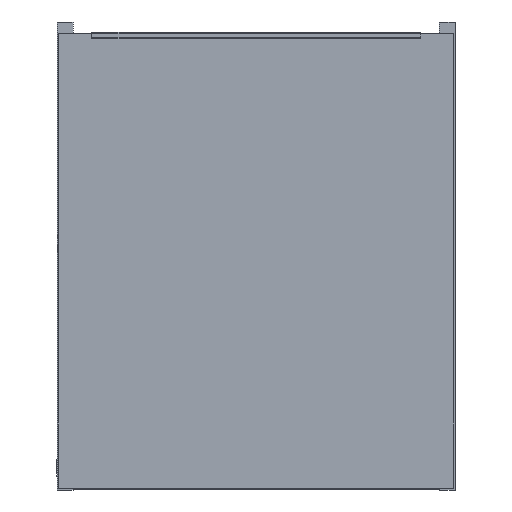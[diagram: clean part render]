
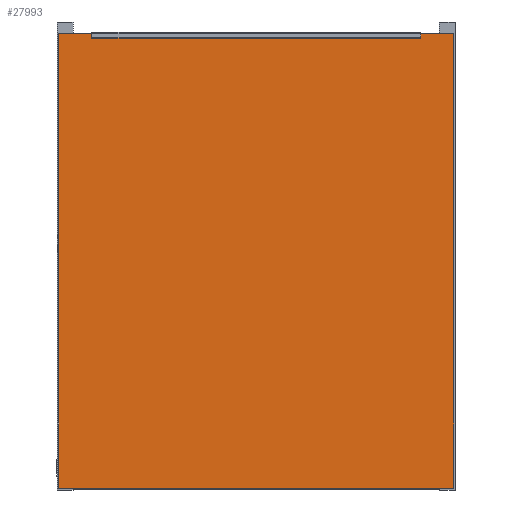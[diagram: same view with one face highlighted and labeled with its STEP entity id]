
A CAD part, front view. The second image highlights one B-rep face of the part: STEP entity #27993.
In plain terms, the highlighted planar face has unit normal (0, -1, 0).
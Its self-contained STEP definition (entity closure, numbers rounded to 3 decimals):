
#3150=FACE_OUTER_BOUND('',#4769,.T.);
#4769=EDGE_LOOP('',(#25459,#25460,#25461,#25462));
#7807=LINE('',#46559,#10874);
#7811=LINE('',#46567,#10878);
#7814=LINE('',#46573,#10881);
#7817=LINE('',#46578,#10884);
#10874=VECTOR('',#38011,1.);
#10878=VECTOR('',#38017,1.);
#10881=VECTOR('',#38022,1.);
#10884=VECTOR('',#38027,1.);
#13566=VERTEX_POINT('',#46557);
#13567=VERTEX_POINT('',#46558);
#13570=VERTEX_POINT('',#46566);
#13572=VERTEX_POINT('',#46572);
#17529=EDGE_CURVE('',#13566,#13567,#7807,.T.);
#17533=EDGE_CURVE('',#13570,#13566,#7811,.T.);
#17536=EDGE_CURVE('',#13572,#13570,#7814,.T.);
#17539=EDGE_CURVE('',#13567,#13572,#7817,.T.);
#25459=ORIENTED_EDGE('',*,*,#17539,.F.);
#25460=ORIENTED_EDGE('',*,*,#17529,.F.);
#25461=ORIENTED_EDGE('',*,*,#17533,.F.);
#25462=ORIENTED_EDGE('',*,*,#17536,.F.);
#26566=PLANE('',#30371);
#27993=ADVANCED_FACE('',(#3150),#26566,.F.);
#30371=AXIS2_PLACEMENT_3D('',#46581,#38031,#38032);
#38011=DIRECTION('',(-1.,0.,0.));
#38017=DIRECTION('',(0.,0.,-1.));
#38022=DIRECTION('',(1.,0.,0.));
#38027=DIRECTION('',(0.,0.,1.));
#38031=DIRECTION('center_axis',(0.,1.,0.));
#38032=DIRECTION('ref_axis',(1.,0.,0.));
#46557=CARTESIAN_POINT('',(398.5,-345.,2.));
#46558=CARTESIAN_POINT('',(1.5,-345.,2.));
#46559=CARTESIAN_POINT('',(398.5,-345.,2.));
#46566=CARTESIAN_POINT('',(398.5,-345.,458.));
#46567=CARTESIAN_POINT('',(398.5,-345.,458.));
#46572=CARTESIAN_POINT('',(1.5,-345.,458.));
#46573=CARTESIAN_POINT('',(1.5,-345.,458.));
#46578=CARTESIAN_POINT('',(1.5,-345.,2.));
#46581=CARTESIAN_POINT('Origin',(200.,-345.,230.));
